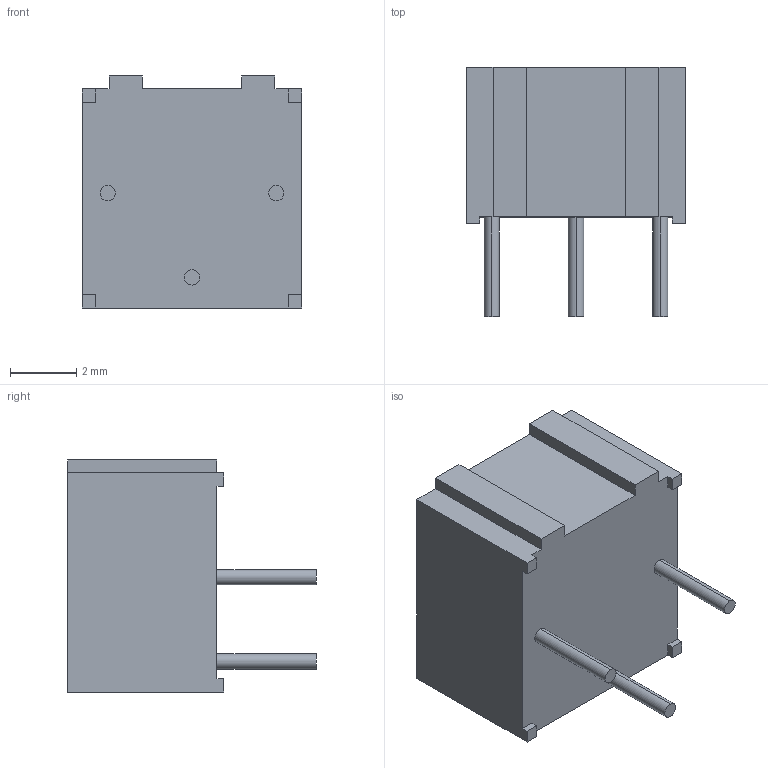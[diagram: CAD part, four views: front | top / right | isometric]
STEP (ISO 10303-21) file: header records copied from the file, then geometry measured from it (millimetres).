
FILE_DESCRIPTION (( 'STEP AP214' ), '1' );
FILE_NAME ('User Library-R_3362P.STEP', '2018-08-31T00:30:34', ( '' ), ( '' ), 'SwSTEP 2.0', 'SolidWorks 2018', '' );
FILE_SCHEMA (( 'AUTOMOTIVE_DESIGN' ));
Length unit declared in the file: millimetre
Products named in the file (1): User Library-R_3362P
Bounding box: 6.6 x 7.5 x 6.99 mm (x, y, z)
Volume: 197.4 mm3; surface area: 320.7 mm2
Topology: 5 solids, 5 shells, 413 faces, 1143 edges, 762 vertices
Faces by surface type: plane 361, cylinder 52
Entity records: 13183 total; most frequent: CARTESIAN_POINT 2796, ORIENTED_EDGE 2286, DIRECTION 1869, EDGE_CURVE 1143, LINE 927, VECTOR 927, VERTEX_POINT 762, AXIS2_PLACEMENT_3D 471
